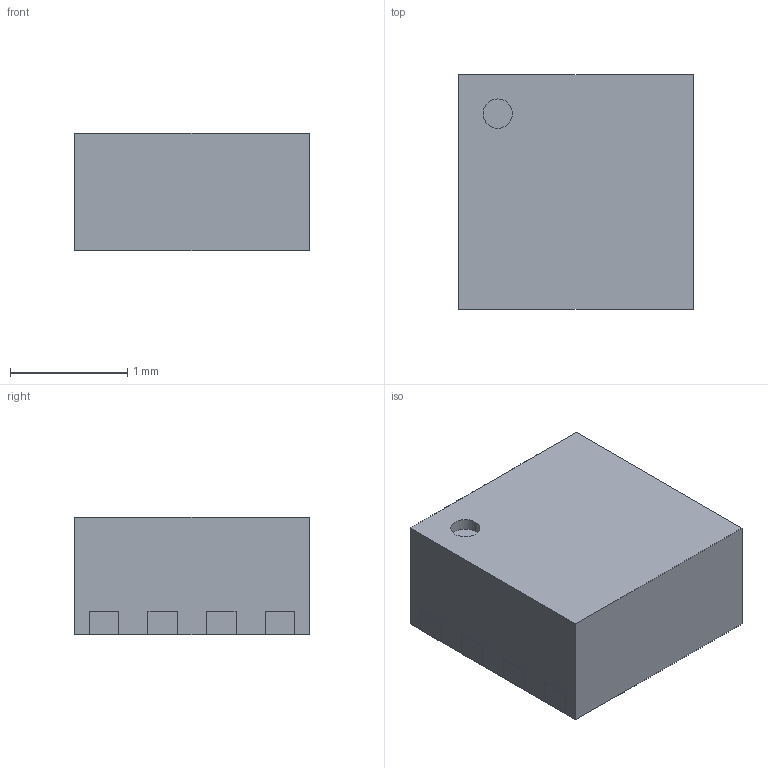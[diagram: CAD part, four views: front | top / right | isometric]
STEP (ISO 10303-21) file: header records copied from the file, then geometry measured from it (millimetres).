
FILE_DESCRIPTION(('Open CASCADE Model'),'2;1');
FILE_NAME('Open CASCADE Shape Model','2021-06-08T16:18:43',('Author'),( 'Open CASCADE'),'Open CASCADE STEP processor 6.8','Open CASCADE 6.8' ,'Unknown');
FILE_SCHEMA(('AUTOMOTIVE_DESIGN_CC2 { 1 2 10303 214 -1 1 5 4 }'));
Length unit declared in the file: millimetre
Products named in the file (7): VQFN-HR.step; Open CASCADE STEP translator 6.8 2.1; Body; Open CASCADE STEP translator 6.8 2.2.1; Pin_Shape; Open CASCADE STEP translator 6.8 2.3.1; Open CASCADE STEP translator 6.8 2.3.2
Assembly tree (13 placements, depth 3):
  VQFN-HR.step
    Open CASCADE STEP translator 6.8 2.1
    Body
      Open CASCADE STEP translator 6.8 2.2.1
    Pin_Shape  x8
      Open CASCADE STEP translator 6.8 2.3.1
      Open CASCADE STEP translator 6.8 2.3.2
Bounding box: 2 x 2 x 1 mm (x, y, z)
Volume: 4 mm3; surface area: 18.5 mm2
Topology: 9 solids, 18 shells, 65 faces, 144 edges, 107 vertices
Faces by surface type: plane 64, cylinder 1
Full cylindrical faces by diameter (mm): 0.25 x1
Entity records: 1018 total; most frequent: DIRECTION 153, CARTESIAN_POINT 150, LINE 85, VECTOR 85, ORIENTED_EDGE 59, PCURVE 59, DEFINITIONAL_REPRESENTATION 59, AXIS2_PLACEMENT_3D 33
